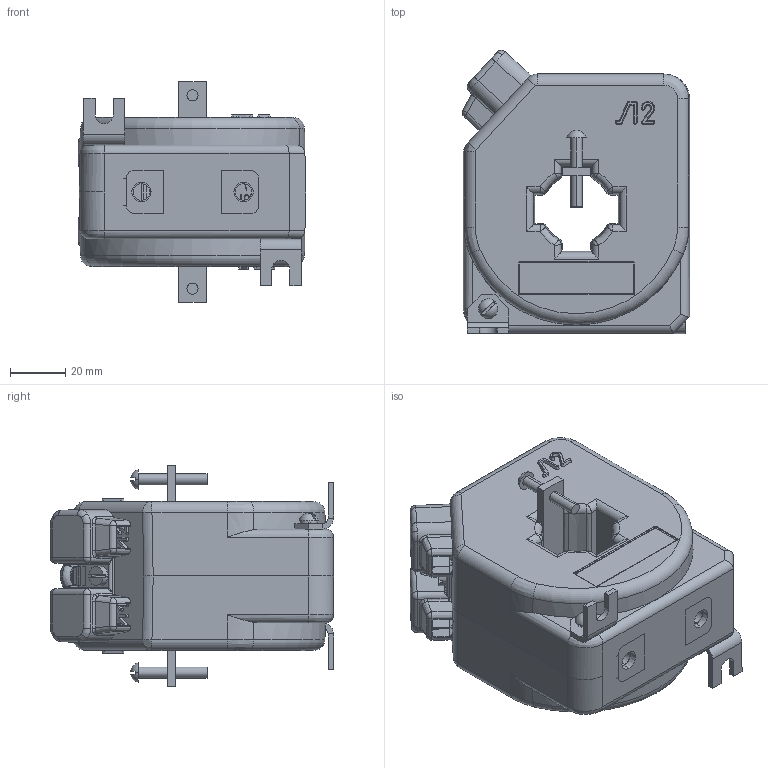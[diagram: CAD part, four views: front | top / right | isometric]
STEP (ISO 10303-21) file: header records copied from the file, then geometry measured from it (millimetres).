
FILE_DESCRIPTION (( 'STEP AP203' ), '1' );
FILE_NAME ('ÒØË-0,66-III-1.STEP', '2018-05-16T09:34:17', ( '' ), ( '' ), 'SwSTEP 2.0', 'SolidWorks 2010', '' );
FILE_SCHEMA (( 'CONFIG_CONTROL_DESIGN' ));
Products named in the file (1): ﾒﾘﾋ-0,66-III-1
Bounding box: 82.35 x 102.58 x 80 mm (x, y, z)
Surface area: 44485.3 mm2 (no closed solid volume)
Topology: 0 solids, 56 shells, 1063 faces, 5009 edges, 3841 vertices
Faces by surface type: plane 603, bspline 246, cylinder 129, cone 47, torus 22, sphere 16
Entity records: 71910 total; most frequent: CARTESIAN_POINT 36864, ORIENTED_EDGE 6822, DIRECTION 5499, EDGE_CURVE 4988, VERTEX_POINT 3841, LINE 3035, VECTOR 3035, B_SPLINE_CURVE_WITH_KNOTS 1409
